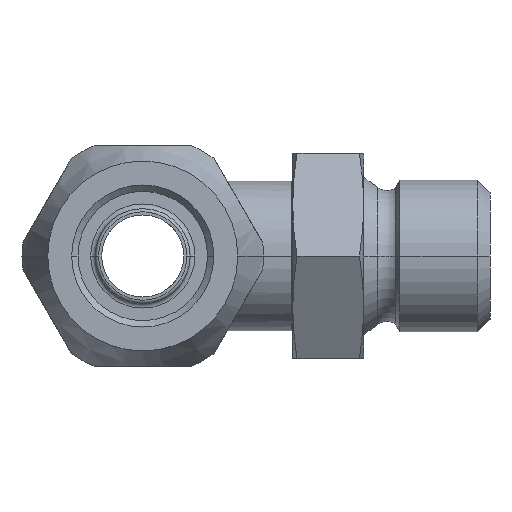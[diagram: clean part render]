
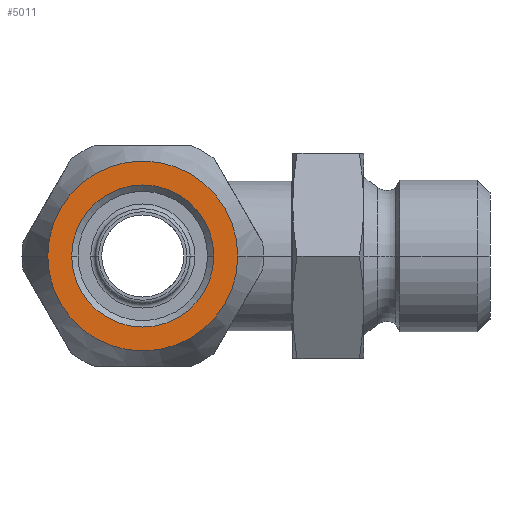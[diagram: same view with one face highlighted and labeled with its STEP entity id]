
A CAD part, left-side view. The second image highlights one B-rep face of the part: STEP entity #5011.
In plain terms, the highlighted planar face has unit normal (-1, 0, 0).
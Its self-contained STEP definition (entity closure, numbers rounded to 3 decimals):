
#1872=CARTESIAN_POINT('',(-22.5,0.,0.));
#1873=DIRECTION('',(-1.,0.,0.));
#1874=DIRECTION('',(0.,1.,0.));
#1875=AXIS2_PLACEMENT_3D('',#1872,#1873,#1874);
#1886=CARTESIAN_POINT('',(-22.5,0.,0.));
#1887=DIRECTION('',(1.,0.,0.));
#1888=DIRECTION('',(0.,1.,0.));
#1889=AXIS2_PLACEMENT_3D('',#1886,#1887,#1888);
#1895=CARTESIAN_POINT('',(-22.5,0.,0.));
#1896=DIRECTION('',(-1.,0.,0.));
#1897=DIRECTION('',(0.,1.,0.));
#1898=AXIS2_PLACEMENT_3D('',#1895,#1896,#1897);
#1900=CARTESIAN_POINT('',(-22.5,0.,0.));
#1901=DIRECTION('',(1.,0.,0.));
#1902=DIRECTION('',(0.,1.,0.));
#1903=AXIS2_PLACEMENT_3D('',#1900,#1901,#1902);
#2468=CARTESIAN_POINT('',(-22.5,6.018,0.));
#2470=VERTEX_POINT('',#2468);
#2476=CARTESIAN_POINT('',(-22.5,-6.018,0.));
#2478=VERTEX_POINT('',#2476);
#2503=CARTESIAN_POINT('',(-22.5,4.5,0.));
#2504=CARTESIAN_POINT('',(-22.5,-4.5,0.));
#2505=VERTEX_POINT('',#2503);
#2506=VERTEX_POINT('',#2504);
#4996=CARTESIAN_POINT('',(-22.5,0.,0.));
#4997=DIRECTION('',(1.,0.,0.));
#4998=DIRECTION('',(0.,-1.,0.));
#4999=AXIS2_PLACEMENT_3D('',#4996,#4997,#4998);
#5000=PLANE('',#4999);
#5002=ORIENTED_EDGE('',*,*,#5001,.F.);
#5004=ORIENTED_EDGE('',*,*,#5003,.T.);
#5005=EDGE_LOOP('',(#5002,#5004));
#5006=FACE_OUTER_BOUND('',#5005,.F.);
#5007=ORIENTED_EDGE('',*,*,#4990,.F.);
#5008=ORIENTED_EDGE('',*,*,#4976,.T.);
#5009=EDGE_LOOP('',(#5007,#5008));
#5010=FACE_BOUND('',#5009,.F.);
#5011=ADVANCED_FACE('',(#5006,#5010),#5000,.F.);
#1876=CIRCLE('',#1875,4.5);
#1890=CIRCLE('',#1889,4.5);
#1899=CIRCLE('',#1898,6.018);
#1904=CIRCLE('',#1903,6.018);
#4976=EDGE_CURVE('',#2505,#2506,#1876,.T.);
#4990=EDGE_CURVE('',#2505,#2506,#1890,.T.);
#5001=EDGE_CURVE('',#2470,#2478,#1899,.T.);
#5003=EDGE_CURVE('',#2470,#2478,#1904,.T.);
